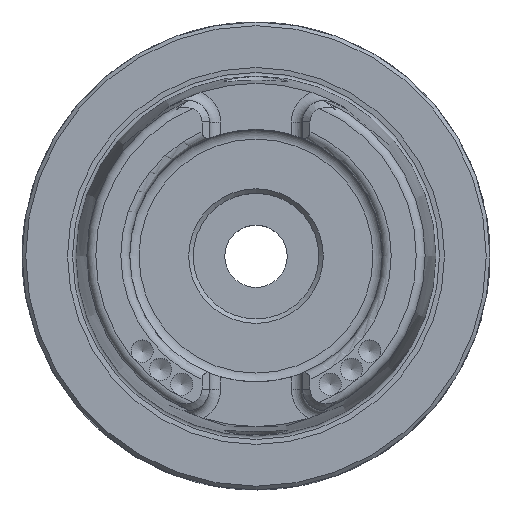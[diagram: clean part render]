
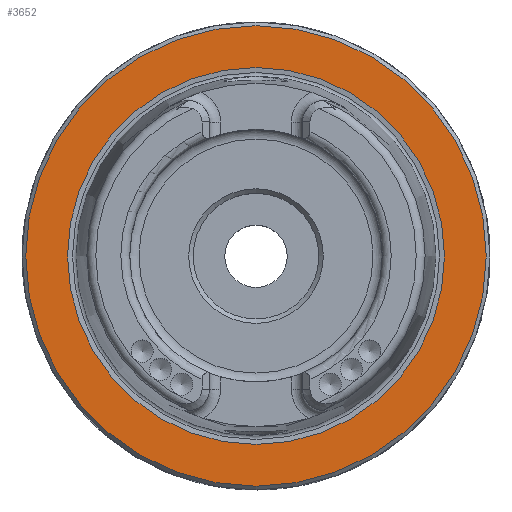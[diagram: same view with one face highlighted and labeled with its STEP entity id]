
A CAD part, top view. The second image highlights one B-rep face of the part: STEP entity #3652.
In plain terms, the highlighted planar face has unit normal (0, 0, 1).
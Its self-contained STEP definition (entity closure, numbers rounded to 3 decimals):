
#319=PLANE('',#3935);
#790=ORIENTED_EDGE('',*,*,#1253,.T.);
#791=ORIENTED_EDGE('',*,*,#1250,.F.);
#1250=EDGE_CURVE('',#1538,#1538,#1739,.T.);
#1253=EDGE_CURVE('',#1541,#1541,#1742,.T.);
#1538=VERTEX_POINT('',#5498);
#1541=VERTEX_POINT('',#5507);
#1739=CIRCLE('',#3930,25.373);
#1742=CIRCLE('',#3936,31.);
#1971=EDGE_LOOP('',(#790));
#1972=EDGE_LOOP('',(#791));
#2236=FACE_BOUND('',#1971,.T.);
#2237=FACE_BOUND('',#1972,.T.);
#3652=ADVANCED_FACE('',(#2236,#2237),#319,.T.);
#3930=AXIS2_PLACEMENT_3D('',#5497,#4504,#4505);
#3935=AXIS2_PLACEMENT_3D('',#5505,#4514,#4515);
#3936=AXIS2_PLACEMENT_3D('',#5506,#4516,#4517);
#4504=DIRECTION('',(0.,0.,1.));
#4505=DIRECTION('',(1.,0.,0.));
#4514=DIRECTION('',(0.,0.,1.));
#4515=DIRECTION('',(1.,0.,0.));
#4516=DIRECTION('',(0.,0.,1.));
#4517=DIRECTION('',(1.,0.,0.));
#5497=CARTESIAN_POINT('',(0.,0.,0.));
#5498=CARTESIAN_POINT('',(25.373,0.,0.));
#5505=CARTESIAN_POINT('',(31.,0.,0.));
#5506=CARTESIAN_POINT('',(0.,0.,0.));
#5507=CARTESIAN_POINT('',(31.,0.,0.));
